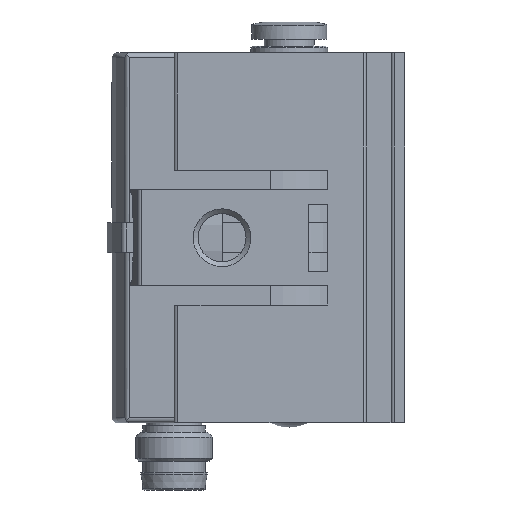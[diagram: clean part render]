
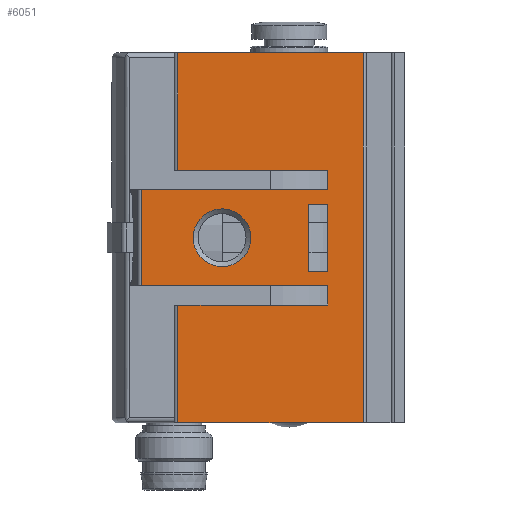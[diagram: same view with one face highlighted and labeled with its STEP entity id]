
A CAD part, left-side view. The second image highlights one B-rep face of the part: STEP entity #6051.
In plain terms, the highlighted face is planar.
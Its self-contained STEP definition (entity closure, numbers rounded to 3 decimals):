
#138=PLANE('',#6517);
#511=LINE('',#9206,#983);
#540=LINE('',#9302,#1012);
#556=LINE('',#9339,#1028);
#557=LINE('',#9342,#1029);
#558=LINE('',#9344,#1030);
#559=LINE('',#9346,#1031);
#560=LINE('',#9348,#1032);
#561=LINE('',#9350,#1033);
#562=LINE('',#9352,#1034);
#563=LINE('',#9354,#1035);
#564=LINE('',#9355,#1036);
#565=LINE('',#9356,#1037);
#566=LINE('',#9357,#1038);
#567=LINE('',#9360,#1039);
#568=LINE('',#9362,#1040);
#569=LINE('',#9364,#1041);
#983=VECTOR('',#7509,1000.);
#1012=VECTOR('',#7580,1000.);
#1028=VECTOR('',#7608,1000.);
#1029=VECTOR('',#7609,1000.);
#1030=VECTOR('',#7610,1000.);
#1031=VECTOR('',#7611,1000.);
#1032=VECTOR('',#7612,1000.);
#1033=VECTOR('',#7613,1000.);
#1034=VECTOR('',#7614,1000.);
#1035=VECTOR('',#7615,1000.);
#1036=VECTOR('',#7616,1000.);
#1037=VECTOR('',#7617,1000.);
#1038=VECTOR('',#7618,1000.);
#1039=VECTOR('',#7619,1000.);
#1040=VECTOR('',#7620,1000.);
#1041=VECTOR('',#7621,1000.);
#1972=ORIENTED_EDGE('',*,*,#3195,.F.);
#1973=ORIENTED_EDGE('',*,*,#3196,.F.);
#1974=ORIENTED_EDGE('',*,*,#3197,.F.);
#1975=ORIENTED_EDGE('',*,*,#3198,.T.);
#1976=ORIENTED_EDGE('',*,*,#3199,.F.);
#1977=ORIENTED_EDGE('',*,*,#3200,.F.);
#1978=ORIENTED_EDGE('',*,*,#3201,.F.);
#1979=ORIENTED_EDGE('',*,*,#3202,.F.);
#1980=ORIENTED_EDGE('',*,*,#3203,.F.);
#1981=ORIENTED_EDGE('',*,*,#3177,.F.);
#1982=ORIENTED_EDGE('',*,*,#3204,.T.);
#1983=ORIENTED_EDGE('',*,*,#3128,.T.);
#1984=ORIENTED_EDGE('',*,*,#3205,.F.);
#1985=ORIENTED_EDGE('',*,*,#3206,.F.);
#1986=ORIENTED_EDGE('',*,*,#3207,.F.);
#1987=ORIENTED_EDGE('',*,*,#3208,.F.);
#1988=ORIENTED_EDGE('',*,*,#3209,.F.);
#3128=EDGE_CURVE('',#3799,#3798,#511,.T.);
#3177=EDGE_CURVE('',#3844,#3845,#540,.T.);
#3195=EDGE_CURVE('',#3859,#3859,#4163,.T.);
#3196=EDGE_CURVE('',#3860,#3861,#556,.T.);
#3197=EDGE_CURVE('',#3862,#3860,#557,.T.);
#3198=EDGE_CURVE('',#3862,#3863,#558,.T.);
#3199=EDGE_CURVE('',#3864,#3863,#559,.T.);
#3200=EDGE_CURVE('',#3865,#3864,#560,.T.);
#3201=EDGE_CURVE('',#3866,#3865,#561,.T.);
#3202=EDGE_CURVE('',#3867,#3866,#562,.T.);
#3203=EDGE_CURVE('',#3845,#3867,#563,.T.);
#3204=EDGE_CURVE('',#3844,#3799,#564,.T.);
#3205=EDGE_CURVE('',#3861,#3798,#565,.T.);
#3206=EDGE_CURVE('',#3868,#3869,#566,.T.);
#3207=EDGE_CURVE('',#3870,#3868,#567,.T.);
#3208=EDGE_CURVE('',#3871,#3870,#568,.T.);
#3209=EDGE_CURVE('',#3869,#3871,#569,.T.);
#3798=VERTEX_POINT('',#9205);
#3799=VERTEX_POINT('',#9207);
#3844=VERTEX_POINT('',#9301);
#3845=VERTEX_POINT('',#9303);
#3859=VERTEX_POINT('',#9338);
#3860=VERTEX_POINT('',#9340);
#3861=VERTEX_POINT('',#9341);
#3862=VERTEX_POINT('',#9343);
#3863=VERTEX_POINT('',#9345);
#3864=VERTEX_POINT('',#9347);
#3865=VERTEX_POINT('',#9349);
#3866=VERTEX_POINT('',#9351);
#3867=VERTEX_POINT('',#9353);
#3868=VERTEX_POINT('',#9358);
#3869=VERTEX_POINT('',#9359);
#3870=VERTEX_POINT('',#9361);
#3871=VERTEX_POINT('',#9363);
#4163=CIRCLE('',#6518,3.);
#4396=EDGE_LOOP('',(#1972));
#4397=EDGE_LOOP('',(#1973,#1974,#1975,#1976,#1977,#1978,#1979,#1980,#1981,
#1982,#1983,#1984));
#4398=EDGE_LOOP('',(#1985,#1986,#1987,#1988));
#4754=FACE_BOUND('',#4396,.T.);
#4755=FACE_BOUND('',#4397,.T.);
#4756=FACE_BOUND('',#4398,.T.);
#6051=ADVANCED_FACE('',(#4754,#4755,#4756),#138,.F.);
#6517=AXIS2_PLACEMENT_3D('',#9336,#7604,#7605);
#6518=AXIS2_PLACEMENT_3D('',#9337,#7606,#7607);
#7509=DIRECTION('',(0.,1.,0.));
#7580=DIRECTION('',(0.,1.,0.));
#7604=DIRECTION('',(0.,0.,1.));
#7605=DIRECTION('',(1.,0.,0.));
#7606=DIRECTION('',(0.,0.,-1.));
#7607=DIRECTION('',(-1.,0.,0.));
#7608=DIRECTION('',(0.,1.,0.));
#7609=DIRECTION('',(-1.,0.,0.));
#7610=DIRECTION('',(0.,1.,0.));
#7611=DIRECTION('',(-1.,0.,0.));
#7612=DIRECTION('',(0.,1.,0.));
#7613=DIRECTION('',(-1.,0.,0.));
#7614=DIRECTION('',(0.,-1.,0.));
#7615=DIRECTION('',(-1.,0.,0.));
#7616=DIRECTION('',(-1.,0.,0.));
#7617=DIRECTION('',(-1.,0.,0.));
#7618=DIRECTION('',(1.,0.,0.));
#7619=DIRECTION('',(0.,1.,0.));
#7620=DIRECTION('',(-1.,0.,0.));
#7621=DIRECTION('',(0.,-1.,0.));
#9205=CARTESIAN_POINT('',(-19.25,23.6,-10.));
#9206=CARTESIAN_POINT('',(-19.25,4.32,-10.));
#9207=CARTESIAN_POINT('',(-19.25,4.32,-10.));
#9301=CARTESIAN_POINT('',(19.25,4.32,-10.));
#9302=CARTESIAN_POINT('',(19.25,4.32,-10.));
#9303=CARTESIAN_POINT('',(19.25,23.6,-10.));
#9336=CARTESIAN_POINT('',(19.25,4.32,-10.));
#9337=CARTESIAN_POINT('',(0.,19.,-10.));
#9338=CARTESIAN_POINT('',(-3.,19.,-10.));
#9339=CARTESIAN_POINT('',(-7.,4.32,-10.));
#9340=CARTESIAN_POINT('',(-7.,8.,-10.));
#9341=CARTESIAN_POINT('',(-7.,23.6,-10.));
#9342=CARTESIAN_POINT('',(19.25,8.,-10.));
#9343=CARTESIAN_POINT('',(-5.,8.,-10.));
#9344=CARTESIAN_POINT('',(-5.,8.,-10.));
#9345=CARTESIAN_POINT('',(-5.,27.402,-10.));
#9346=CARTESIAN_POINT('',(5.,27.402,-10.));
#9347=CARTESIAN_POINT('',(5.,27.402,-10.));
#9348=CARTESIAN_POINT('',(5.,8.,-10.));
#9349=CARTESIAN_POINT('',(5.,8.,-10.));
#9350=CARTESIAN_POINT('',(19.25,8.,-10.));
#9351=CARTESIAN_POINT('',(7.,8.,-10.));
#9352=CARTESIAN_POINT('',(7.,4.32,-10.));
#9353=CARTESIAN_POINT('',(7.,23.6,-10.));
#9354=CARTESIAN_POINT('',(19.25,23.6,-10.));
#9355=CARTESIAN_POINT('',(19.25,4.32,-10.));
#9356=CARTESIAN_POINT('',(19.25,23.6,-10.));
#9357=CARTESIAN_POINT('',(19.25,10.,-10.));
#9358=CARTESIAN_POINT('',(-3.5,10.,-10.));
#9359=CARTESIAN_POINT('',(3.5,10.,-10.));
#9360=CARTESIAN_POINT('',(-3.5,4.32,-10.));
#9361=CARTESIAN_POINT('',(-3.5,8.,-10.));
#9362=CARTESIAN_POINT('',(19.25,8.,-10.));
#9363=CARTESIAN_POINT('',(3.5,8.,-10.));
#9364=CARTESIAN_POINT('',(3.5,4.32,-10.));
